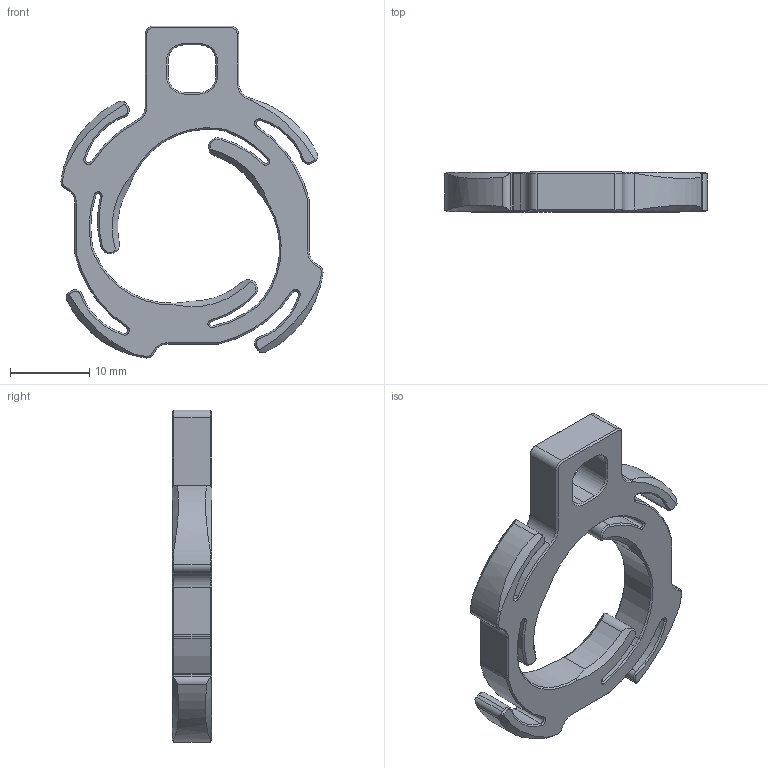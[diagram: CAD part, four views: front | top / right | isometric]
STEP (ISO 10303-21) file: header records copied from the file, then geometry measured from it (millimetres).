
FILE_DESCRIPTION(/* description */ ('3D tisk'),/* implementation_level */ '2;1');
FILE_NAME(/* name */ 'CENTR VLOZKA VNEJSI HLAVNE A v14.step',/* time_stamp */ '2025-05-23T10:12:24+02:00',/* author */ (''),/* organization */ (''),/* preprocessor_version */ 'ST-DEVELOPER v20.1',/* originating_system */ 'Autodesk Translation Framework v14.10.0.0',/* authorisation */ '');
FILE_SCHEMA (('AUTOMOTIVE_DESIGN { 1 0 10303 214 3 1 1 }'));
Length unit declared in the file: millimetre
Products named in the file (1): 9556
Bounding box: 33.13 x 5 x 41.97 mm (x, y, z)
Volume: 2788.2 mm3; surface area: 2733.6 mm2
Topology: 1 solids, 1 shells, 247 faces, 605 edges, 360 vertices
Faces by surface type: cone 138, cylinder 65, plane 44
Entity records: 7477 total; most frequent: CARTESIAN_POINT 1563, DIRECTION 1305, ORIENTED_EDGE 1210, EDGE_CURVE 605, AXIS2_PLACEMENT_3D 516, VERTEX_POINT 360, LINE 273, VECTOR 273
